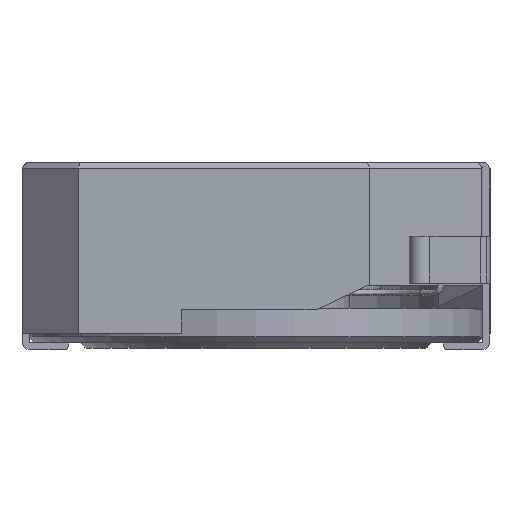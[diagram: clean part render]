
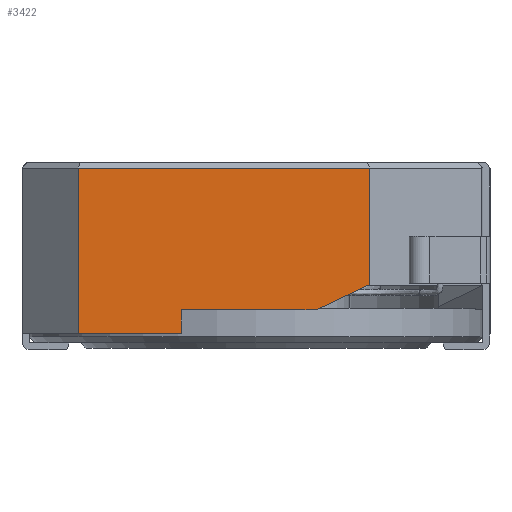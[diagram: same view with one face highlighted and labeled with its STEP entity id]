
A CAD part, left-side view. The second image highlights one B-rep face of the part: STEP entity #3422.
In plain terms, the highlighted planar face has unit normal (-1, 0, 0).
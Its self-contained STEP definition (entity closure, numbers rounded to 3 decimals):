
#138=LINE('',#5555,#414);
#169=LINE('',#5627,#445);
#170=LINE('',#5629,#446);
#171=LINE('',#5631,#447);
#172=LINE('',#5633,#448);
#173=LINE('',#5635,#449);
#174=LINE('',#5637,#450);
#175=LINE('',#5639,#451);
#414=VECTOR('',#4016,1000.);
#445=VECTOR('',#4079,1000.);
#446=VECTOR('',#4080,1000.);
#447=VECTOR('',#4081,1000.);
#448=VECTOR('',#4082,1000.);
#449=VECTOR('',#4083,1000.);
#450=VECTOR('',#4084,1000.);
#451=VECTOR('',#4085,1000.);
#1053=ORIENTED_EDGE('',*,*,#1793,.F.);
#1054=ORIENTED_EDGE('',*,*,#1794,.T.);
#1055=ORIENTED_EDGE('',*,*,#1795,.F.);
#1056=ORIENTED_EDGE('',*,*,#1796,.T.);
#1057=ORIENTED_EDGE('',*,*,#1797,.T.);
#1058=ORIENTED_EDGE('',*,*,#1798,.T.);
#1059=ORIENTED_EDGE('',*,*,#1799,.F.);
#1060=ORIENTED_EDGE('',*,*,#1756,.F.);
#1756=EDGE_CURVE('',#2158,#2159,#138,.T.);
#1793=EDGE_CURVE('',#2184,#2158,#169,.T.);
#1794=EDGE_CURVE('',#2184,#2185,#170,.T.);
#1795=EDGE_CURVE('',#2186,#2185,#171,.T.);
#1796=EDGE_CURVE('',#2186,#2187,#172,.T.);
#1797=EDGE_CURVE('',#2187,#2188,#173,.T.);
#1798=EDGE_CURVE('',#2188,#2189,#174,.T.);
#1799=EDGE_CURVE('',#2159,#2189,#175,.T.);
#2158=VERTEX_POINT('',#5554);
#2159=VERTEX_POINT('',#5556);
#2184=VERTEX_POINT('',#5628);
#2185=VERTEX_POINT('',#5630);
#2186=VERTEX_POINT('',#5632);
#2187=VERTEX_POINT('',#5634);
#2188=VERTEX_POINT('',#5636);
#2189=VERTEX_POINT('',#5638);
#2494=EDGE_LOOP('',(#1053,#1054,#1055,#1056,#1057,#1058,#1059,#1060));
#2715=FACE_BOUND('',#2494,.T.);
#2895=PLANE('',#3647);
#3422=ADVANCED_FACE('',(#2715),#2895,.F.);
#3647=AXIS2_PLACEMENT_3D('',#5626,#4077,#4078);
#4016=DIRECTION('',(0.,1.,0.));
#4077=DIRECTION('',(1.,0.,0.));
#4078=DIRECTION('',(0.,1.,0.));
#4079=DIRECTION('',(0.,0.904,-0.427));
#4080=DIRECTION('',(0.,-1.,0.));
#4081=DIRECTION('',(0.,0.,-1.));
#4082=DIRECTION('',(0.,1.,0.));
#4083=DIRECTION('',(0.,0.,-1.));
#4084=DIRECTION('',(0.,-1.,0.));
#4085=DIRECTION('',(0.,0.,-1.));
#5554=CARTESIAN_POINT('',(-5.,-1.284,0.5));
#5555=CARTESIAN_POINT('',(-5.,1.6,0.5));
#5556=CARTESIAN_POINT('',(-5.,1.6,0.5));
#5626=CARTESIAN_POINT('',(-5.,5.,3.65));
#5627=CARTESIAN_POINT('',(-5.,-1.284,0.5));
#5628=CARTESIAN_POINT('',(-5.,-2.384,1.02));
#5629=CARTESIAN_POINT('',(-5.,5.,1.02));
#5630=CARTESIAN_POINT('',(-5.,-2.425,1.02));
#5631=CARTESIAN_POINT('',(-5.,-2.425,14.606));
#5632=CARTESIAN_POINT('',(-5.,-2.425,3.53));
#5633=CARTESIAN_POINT('',(-5.,3.8,3.53));
#5634=CARTESIAN_POINT('',(-5.,3.8,3.53));
#5635=CARTESIAN_POINT('',(-5.,3.8,3.65));
#5636=CARTESIAN_POINT('',(-5.,3.8,0.));
#5637=CARTESIAN_POINT('',(-5.,5.,0.));
#5638=CARTESIAN_POINT('',(-5.,1.6,0.));
#5639=CARTESIAN_POINT('',(-5.,1.6,0.5));
